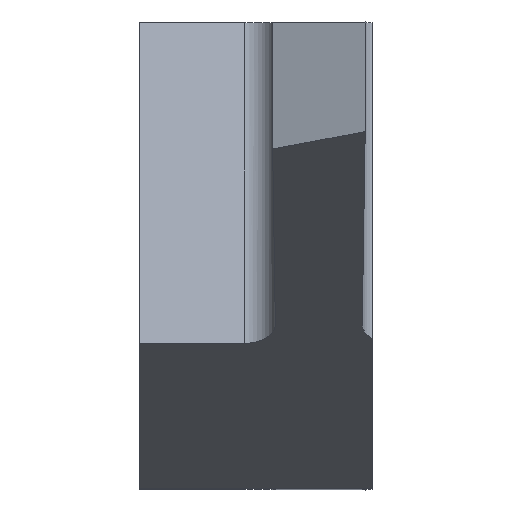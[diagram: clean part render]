
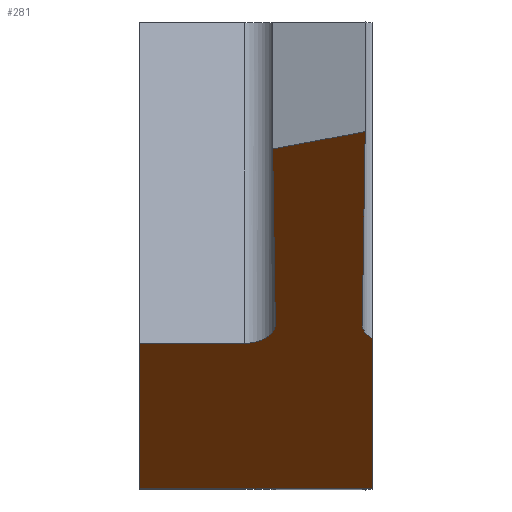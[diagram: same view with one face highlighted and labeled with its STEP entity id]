
A CAD part, top view. The second image highlights one B-rep face of the part: STEP entity #281.
In plain terms, the highlighted planar face has unit normal (0, -0.819, 0.574).
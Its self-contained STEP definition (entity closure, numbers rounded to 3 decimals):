
#1 = VECTOR ( 'NONE', #117, 1000. ) ;
#2 = VERTEX_POINT ( 'NONE', #191 ) ;
#3 = ORIENTED_EDGE ( 'NONE', *, *, #403, .T. ) ;
#16 = DIRECTION ( 'NONE',  ( 0., -0.574, -0.819 ) ) ;
#23 = DIRECTION ( 'NONE',  ( 0.009, -0.574, -0.819 ) ) ;
#24 = VECTOR ( 'NONE', #16, 1000. ) ;
#27 = LINE ( 'NONE', #331, #161 ) ;
#40 = CARTESIAN_POINT ( 'NONE',  ( 3., -3., 0.946 ) ) ;
#43 = LINE ( 'NONE', #589, #24 ) ;
#62 = CARTESIAN_POINT ( 'NONE',  ( 3.045, -1.123, 3.627 ) ) ;
#71 = LINE ( 'NONE', #618, #357 ) ;
#73 = EDGE_CURVE ( 'NONE', #338, #297, #196, .T. ) ;
#75 = AXIS2_PLACEMENT_3D ( 'NONE', #178, #122, #380 ) ;
#86 = CARTESIAN_POINT ( 'NONE',  ( 2.868, -0.889, 3.961 ) ) ;
#104 = EDGE_CURVE ( 'NONE', #2, #338, #560, .T. ) ;
#110 = EDGE_CURVE ( 'NONE', #277, #186, #172, .T. ) ;
#112 = LINE ( 'NONE', #308, #549 ) ;
#117 = DIRECTION ( 'NONE',  ( -1., 0., 0. ) ) ;
#122 = DIRECTION ( 'NONE',  ( 0., 0.819, -0.574 ) ) ;
#127 = FACE_OUTER_BOUND ( 'NONE', #176, .T. ) ;
#132 = EDGE_CURVE ( 'NONE', #222, #277, #491, .T. ) ;
#137 = ORIENTED_EDGE ( 'NONE', *, *, #104, .T. ) ;
#139 = VERTEX_POINT ( 'NONE', #40 ) ;
#161 = VECTOR ( 'NONE', #423, 1000. ) ;
#172 = LINE ( 'NONE', #282, #233 ) ;
#176 = EDGE_LOOP ( 'NONE', ( #137, #624, #3, #329, #639, #451, #458, #398, #243 ) ) ;
#178 = CARTESIAN_POINT ( 'NONE',  ( 3., 1.824, 7.835 ) ) ;
#180 = VECTOR ( 'NONE', #193, 1000. ) ;
#181 = CARTESIAN_POINT ( 'NONE',  ( 0., -3., 0.946 ) ) ;
#186 = VERTEX_POINT ( 'NONE', #487 ) ;
#191 = CARTESIAN_POINT ( 'NONE',  ( 1.749, -0.889, 3.961 ) ) ;
#193 = DIRECTION ( 'NONE',  ( -1., -0.005, -0.007 ) ) ;
#196 = LINE ( 'NONE', #62, #180 ) ;
#213 = EDGE_CURVE ( 'NONE', #186, #505, #112, .T. ) ;
#222 = VERTEX_POINT ( 'NONE', #359 ) ;
#233 = VECTOR ( 'NONE', #324, 1000. ) ;
#243 = ORIENTED_EDGE ( 'NONE', *, *, #628, .T. ) ;
#248 = CARTESIAN_POINT ( 'NONE',  ( 1.587, -1.13, 3.617 ) ) ;
#277 = VERTEX_POINT ( 'NONE', #439 ) ;
#281 = ADVANCED_FACE ( 'NONE', ( #127 ), #523, .F. ) ;
#282 = CARTESIAN_POINT ( 'NONE',  ( 2.91, 1.824, 7.835 ) ) ;
#297 = VERTEX_POINT ( 'NONE', #540 ) ;
#302 = CARTESIAN_POINT ( 'NONE',  ( 1.751, -1.029, 3.76 ) ) ;
#308 = CARTESIAN_POINT ( 'NONE',  ( 3.112, 1.627, 7.554 ) ) ;
#311 = CARTESIAN_POINT ( 'NONE',  ( 1.715, 1.365, 7.18 ) ) ;
#321 = LINE ( 'NONE', #527, #1 ) ;
#324 = DIRECTION ( 'NONE',  ( 0.009, 0.574, 0.819 ) ) ;
#325 = VERTEX_POINT ( 'NONE', #181 ) ;
#329 = ORIENTED_EDGE ( 'NONE', *, *, #550, .F. ) ;
#331 = CARTESIAN_POINT ( 'NONE',  ( 3., 1.824, 7.835 ) ) ;
#338 = VERTEX_POINT ( 'NONE', #631 ) ;
#357 = VECTOR ( 'NONE', #23, 1000. ) ;
#358 = EDGE_CURVE ( 'NONE', #222, #139, #27, .T. ) ;
#359 = CARTESIAN_POINT ( 'NONE',  ( 3., -1.069, 3.704 ) ) ;
#380 = DIRECTION ( 'NONE',  ( 0., 0.574, 0.819 ) ) ;
#398 = ORIENTED_EDGE ( 'NONE', *, *, #213, .T. ) ;
#403 = EDGE_CURVE ( 'NONE', #297, #325, #43, .T. ) ;
#414 = CARTESIAN_POINT ( 'NONE',  ( 1.352, -1.131, 3.615 ) ) ;
#423 = DIRECTION ( 'NONE',  ( 0., -0.574, -0.819 ) ) ;
#439 = CARTESIAN_POINT ( 'NONE',  ( 2.868, -0.889, 3.961 ) ) ;
#451 = ORIENTED_EDGE ( 'NONE', *, *, #132, .T. ) ;
#458 = ORIENTED_EDGE ( 'NONE', *, *, #110, .T. ) ;
#468 = CARTESIAN_POINT ( 'NONE',  ( 2.867, -0.958, 3.862 ) ) ;
#485 = CARTESIAN_POINT ( 'NONE',  ( 2.914, -1.022, 3.77 ) ) ;
#487 = CARTESIAN_POINT ( 'NONE',  ( 2.906, 1.588, 7.499 ) ) ;
#491 =( BOUNDED_CURVE ( )  B_SPLINE_CURVE ( 3, ( #536, #485, #468, #86 ),
 .UNSPECIFIED., .F., .F. ) 
 B_SPLINE_CURVE_WITH_KNOTS ( ( 4, 4 ),
 ( 0.734, 1.58 ),
 .UNSPECIFIED. ) 
 CURVE ( )  GEOMETRIC_REPRESENTATION_ITEM ( )  RATIONAL_B_SPLINE_CURVE ( ( 1., 0.941, 0.941, 1. ) ) 
 REPRESENTATION_ITEM ( '' )  );
#505 = VERTEX_POINT ( 'NONE', #311 ) ;
#514 = DIRECTION ( 'NONE',  ( -0.95, -0.178, -0.255 ) ) ;
#523 = PLANE ( 'NONE',  #75 ) ;
#527 = CARTESIAN_POINT ( 'NONE',  ( 3., -3., 0.946 ) ) ;
#536 = CARTESIAN_POINT ( 'NONE',  ( 3., -1.069, 3.704 ) ) ;
#540 = CARTESIAN_POINT ( 'NONE',  ( 0., -1.138, 3.606 ) ) ;
#549 = VECTOR ( 'NONE', #514, 1000. ) ;
#550 = EDGE_CURVE ( 'NONE', #139, #325, #321, .T. ) ;
#554 = CARTESIAN_POINT ( 'NONE',  ( 1.749, -0.889, 3.961 ) ) ;
#560 =( BOUNDED_CURVE ( )  B_SPLINE_CURVE ( 3, ( #554, #302, #248, #414 ),
 .UNSPECIFIED., .F., .F. ) 
 B_SPLINE_CURVE_WITH_KNOTS ( ( 4, 4 ),
 ( 4.703, 6.275 ),
 .UNSPECIFIED. ) 
 CURVE ( )  GEOMETRIC_REPRESENTATION_ITEM ( )  RATIONAL_B_SPLINE_CURVE ( ( 1., 0.805, 0.805, 1. ) ) 
 REPRESENTATION_ITEM ( '' )  );
#589 = CARTESIAN_POINT ( 'NONE',  ( 0., 1.824, 7.835 ) ) ;
#618 = CARTESIAN_POINT ( 'NONE',  ( 1.708, 1.817, 7.825 ) ) ;
#624 = ORIENTED_EDGE ( 'NONE', *, *, #73, .T. ) ;
#628 = EDGE_CURVE ( 'NONE', #505, #2, #71, .T. ) ;
#631 = CARTESIAN_POINT ( 'NONE',  ( 1.352, -1.131, 3.615 ) ) ;
#639 = ORIENTED_EDGE ( 'NONE', *, *, #358, .F. ) ;
